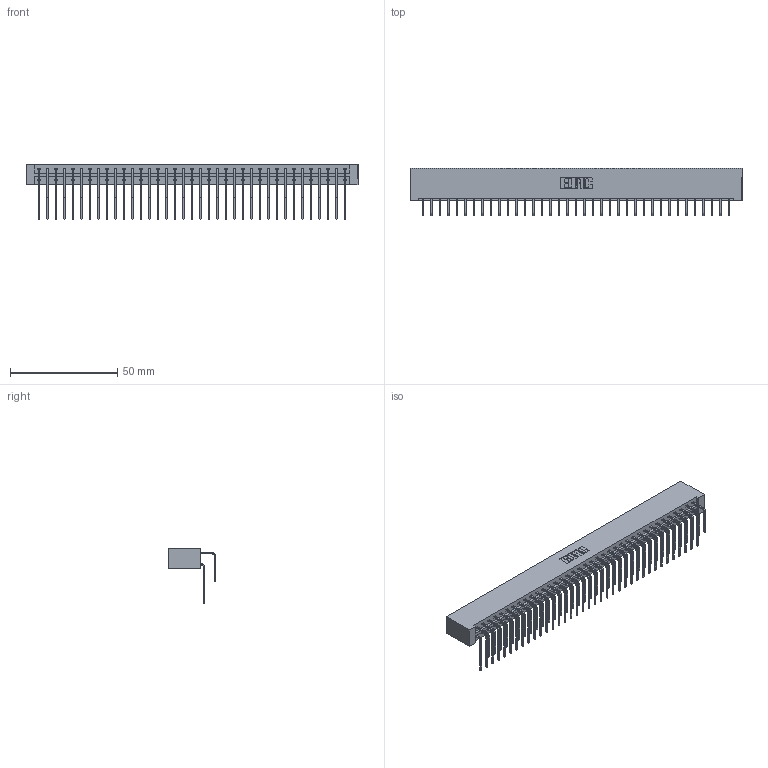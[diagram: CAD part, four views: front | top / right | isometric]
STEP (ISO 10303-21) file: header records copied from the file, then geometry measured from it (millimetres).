
FILE_DESCRIPTION (( 'STEP AP203' ), '1' );
FILE_NAME ('833-074-558-201.STEP', '2020-06-05T17:19:35', ( '' ), ( '' ), 'SwSTEP 2.0', 'SolidWorks 2020', '' );
FILE_SCHEMA (( 'CONFIG_CONTROL_DESIGN' ));
Length unit declared in the file: inch
Products named in the file (4): 833-074-558-201; 345-292-001_558 559 Tail - 1; 833 Part_Lugless; 345-292-001_558 Tail - 2
Assembly tree (75 placements, depth 2):
  833-074-558-201
    833 Part_Lugless
    345-292-001_558 559 Tail - 1  x37
    345-292-001_558 Tail - 2  x37
Bounding box: 154.86 x 22.17 x 25.53 mm (x, y, z)
Volume: 16823.1 mm3; surface area: 21986 mm2
Topology: 75 solids, 75 shells, 4102 faces, 12201 edges, 8034 vertices
Faces by surface type: plane 2878, cylinder 1224
Entity records: 25957 total; most frequent: CARTESIAN_POINT 4357, ORIENTED_EDGE 4242, DIRECTION 3705, EDGE_CURVE 2121, LINE 1961, VECTOR 1961, VERTEX_POINT 1410, AXIS2_PLACEMENT_3D 872
